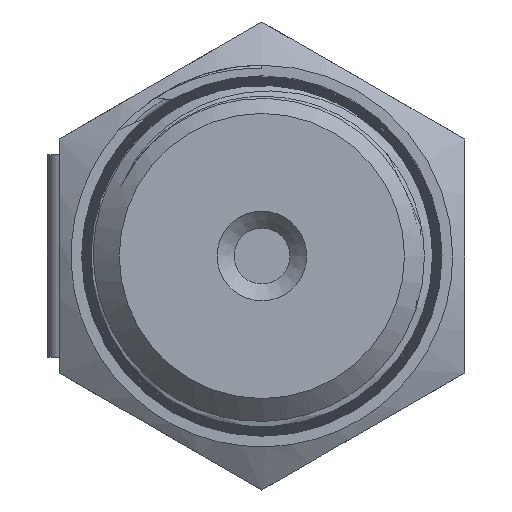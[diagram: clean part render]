
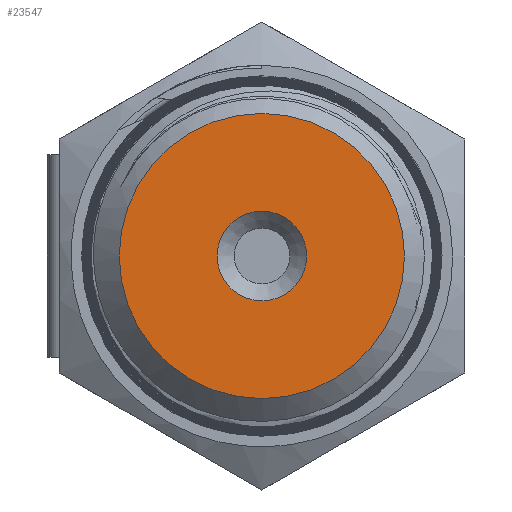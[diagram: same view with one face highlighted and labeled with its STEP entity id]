
A CAD part, left-side view. The second image highlights one B-rep face of the part: STEP entity #23547.
In plain terms, the highlighted planar face has unit normal (-1, 0, 0).
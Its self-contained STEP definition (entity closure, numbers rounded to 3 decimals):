
#533=FACE_BOUND('',#3234,.T.);
#648=PLANE('',#24842);
#1862=FACE_OUTER_BOUND('',#3233,.T.);
#3233=EDGE_LOOP('',(#17684));
#3234=EDGE_LOOP('',(#17685));
#4438=CIRCLE('',#24836,8.445);
#4440=CIRCLE('',#24841,2.65);
#10615=VERTEX_POINT('',#44953);
#10617=VERTEX_POINT('',#44962);
#13241=EDGE_CURVE('',#10615,#10615,#4438,.T.);
#13245=EDGE_CURVE('',#10617,#10617,#4440,.T.);
#17684=ORIENTED_EDGE('',*,*,#13241,.F.);
#17685=ORIENTED_EDGE('',*,*,#13245,.T.);
#23547=ADVANCED_FACE('',(#1862,#533),#648,.T.);
#24836=AXIS2_PLACEMENT_3D('',#44955,#27308,#27309);
#24841=AXIS2_PLACEMENT_3D('',#44964,#27320,#27321);
#24842=AXIS2_PLACEMENT_3D('',#44965,#27322,#27323);
#27308=DIRECTION('center_axis',(1.,0.,0.));
#27309=DIRECTION('ref_axis',(0.,0.,-1.));
#27320=DIRECTION('center_axis',(1.,0.,0.));
#27321=DIRECTION('ref_axis',(0.,0.,-1.));
#27322=DIRECTION('center_axis',(-1.,0.,0.));
#27323=DIRECTION('ref_axis',(0.,0.,1.));
#44953=CARTESIAN_POINT('',(0.,-8.445,0.));
#44955=CARTESIAN_POINT('Origin',(0.,0.,0.));
#44962=CARTESIAN_POINT('',(0.,-2.65,0.));
#44964=CARTESIAN_POINT('Origin',(0.,0.,0.));
#44965=CARTESIAN_POINT('Origin',(0.,8.445,0.));
